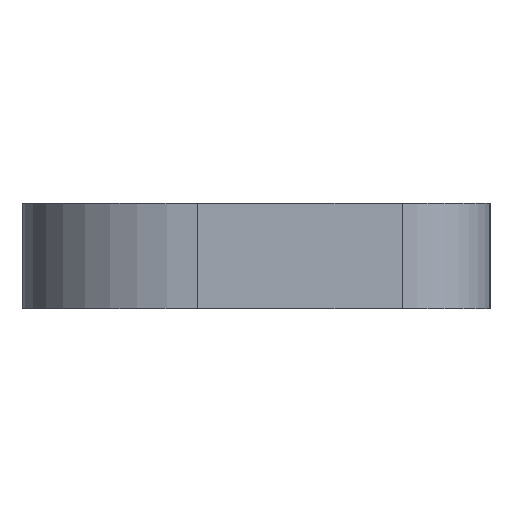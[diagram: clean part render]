
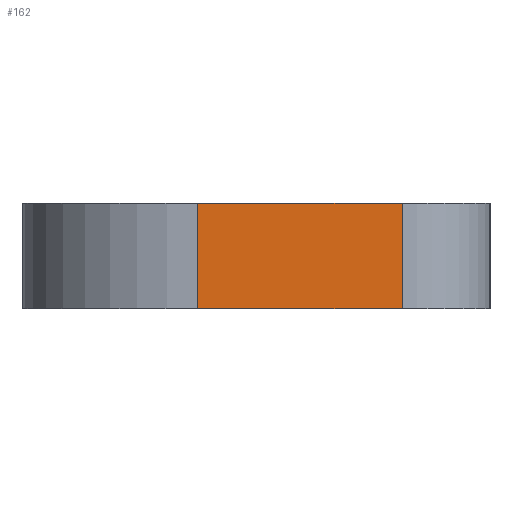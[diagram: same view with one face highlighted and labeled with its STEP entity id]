
A CAD part, left-side view. The second image highlights one B-rep face of the part: STEP entity #162.
In plain terms, the highlighted planar face has unit normal (-1, 0, 0).
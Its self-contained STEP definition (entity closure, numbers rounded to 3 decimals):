
#123=CARTESIAN_POINT('Axis2P3D Location',(-330.,10.,0.)) ;
#128=CARTESIAN_POINT('Line Origine',(-330.,10.,9.)) ;
#132=CARTESIAN_POINT('Vertex',(-330.,10.,0.)) ;
#134=CARTESIAN_POINT('Vertex',(-330.,10.,18.)) ;
#137=CARTESIAN_POINT('Line Origine',(-330.,-7.5,0.)) ;
#141=CARTESIAN_POINT('Vertex',(-330.,-25.,0.)) ;
#144=CARTESIAN_POINT('Line Origine',(-330.,-25.,9.)) ;
#148=CARTESIAN_POINT('Vertex',(-330.,-25.,18.)) ;
#151=CARTESIAN_POINT('Line Origine',(-330.,-7.5,18.)) ;
#124=DIRECTION('Axis2P3D Direction',(-1.,0.,0.)) ;
#125=DIRECTION('Axis2P3D XDirection',(0.,-1.,0.)) ;
#129=DIRECTION('Vector Direction',(0.,0.,1.)) ;
#138=DIRECTION('Vector Direction',(0.,-1.,0.)) ;
#145=DIRECTION('Vector Direction',(0.,0.,1.)) ;
#152=DIRECTION('Vector Direction',(0.,-1.,0.)) ;
#126=AXIS2_PLACEMENT_3D('Plane Axis2P3D',#123,#124,#125) ;
#157=ORIENTED_EDGE('',*,*,#136,.F.) ;
#158=ORIENTED_EDGE('',*,*,#143,.T.) ;
#159=ORIENTED_EDGE('',*,*,#150,.T.) ;
#160=ORIENTED_EDGE('',*,*,#155,.F.) ;
#130=VECTOR('Line Direction',#129,1.) ;
#139=VECTOR('Line Direction',#138,1.) ;
#146=VECTOR('Line Direction',#145,1.) ;
#153=VECTOR('Line Direction',#152,1.) ;
#162=ADVANCED_FACE('Corps principal',(#161),#127,.T.) ;
#136=EDGE_CURVE('',#133,#135,#131,.T.) ;
#143=EDGE_CURVE('',#133,#142,#140,.T.) ;
#150=EDGE_CURVE('',#142,#149,#147,.T.) ;
#155=EDGE_CURVE('',#135,#149,#154,.T.) ;
#156=EDGE_LOOP('',(#157,#158,#159,#160)) ;
#161=FACE_OUTER_BOUND('',#156,.T.) ;
#131=LINE('Line',#128,#130) ;
#140=LINE('Line',#137,#139) ;
#147=LINE('Line',#144,#146) ;
#154=LINE('Line',#151,#153) ;
#127=PLANE('Plane',#126) ;
#133=VERTEX_POINT('',#132) ;
#135=VERTEX_POINT('',#134) ;
#142=VERTEX_POINT('',#141) ;
#149=VERTEX_POINT('',#148) ;
